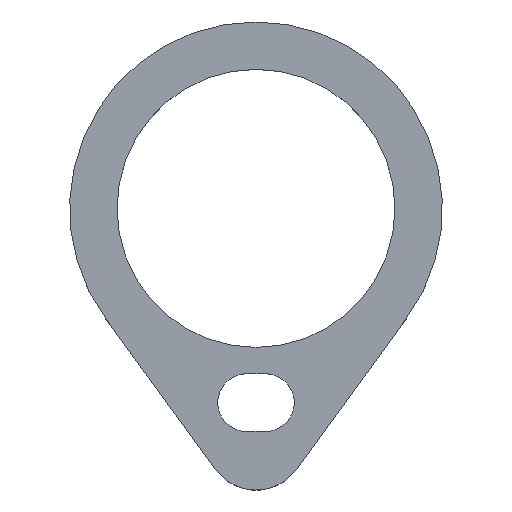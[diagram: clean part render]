
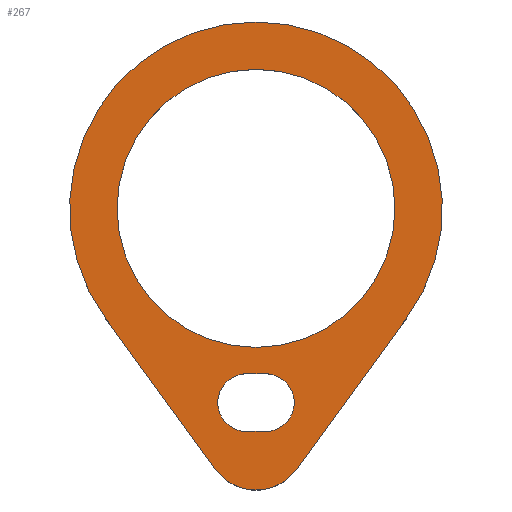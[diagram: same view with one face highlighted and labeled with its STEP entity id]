
A CAD part, top view. The second image highlights one B-rep face of the part: STEP entity #267.
In plain terms, the highlighted planar face has unit normal (0, 0, 1).
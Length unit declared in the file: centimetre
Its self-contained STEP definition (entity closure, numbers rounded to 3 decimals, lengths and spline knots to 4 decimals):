
#132=VERTEX_POINT('',#1342);
#133=VERTEX_POINT('',#1344);
#135=VERTEX_POINT('',#1350);
#137=VERTEX_POINT('',#1356);
#139=VERTEX_POINT('',#1365);
#140=VERTEX_POINT('',#1368);
#141=VERTEX_POINT('',#1369);
#144=VERTEX_POINT('',#1377);
#146=VERTEX_POINT('',#1383);
#150=EDGE_CURVE('',#133,#132,#389,.T.);
#153=EDGE_CURVE('',#135,#133,#747,.T.);
#156=EDGE_CURVE('',#137,#135,#391,.T.);
#159=EDGE_CURVE('',#132,#137,#751,.T.);
#161=EDGE_CURVE('',#139,#139,#393,.T.);
#162=EDGE_CURVE('',#140,#141,#394,.T.);
#166=EDGE_CURVE('',#141,#144,#754,.T.);
#169=EDGE_CURVE('',#144,#146,#396,.T.);
#172=EDGE_CURVE('',#146,#140,#758,.T.);
#208=ORIENTED_EDGE('',*,*,#150,.T.);
#209=ORIENTED_EDGE('',*,*,#159,.T.);
#210=ORIENTED_EDGE('',*,*,#156,.T.);
#211=ORIENTED_EDGE('',*,*,#153,.T.);
#212=ORIENTED_EDGE('',*,*,#161,.T.);
#213=ORIENTED_EDGE('',*,*,#162,.F.);
#214=ORIENTED_EDGE('',*,*,#172,.F.);
#215=ORIENTED_EDGE('',*,*,#169,.F.);
#216=ORIENTED_EDGE('',*,*,#166,.F.);
#236=EDGE_LOOP('',(#208,#209,#210,#211));
#237=EDGE_LOOP('',(#212));
#238=EDGE_LOOP('',(#213,#214,#215,#216));
#252=FACE_BOUND('',#236,.T.);
#253=FACE_BOUND('',#237,.T.);
#254=FACE_BOUND('',#238,.T.);
#267=ADVANCED_FACE('',(#252,#253,#254),#1023,.T.);
#389=CIRCLE('',#941,0.46);
#391=CIRCLE('',#945,0.46);
#393=CIRCLE('',#949,2.215);
#394=CIRCLE('',#951,0.8);
#396=CIRCLE('',#955,2.97);
#747=LINE('',#1349,#999);
#751=LINE('',#1360,#1003);
#754=LINE('',#1376,#1006);
#758=LINE('',#1388,#1010);
#941=AXIS2_PLACEMENT_3D('',#1343,#1447,#1448);
#945=AXIS2_PLACEMENT_3D('',#1355,#1458,#1459);
#949=AXIS2_PLACEMENT_3D('',#1364,#1468,#1469);
#951=AXIS2_PLACEMENT_3D('',#1367,#1472,#1473);
#955=AXIS2_PLACEMENT_3D('',#1382,#1484,#1485);
#958=AXIS2_PLACEMENT_3D('',#1390,#1492,$);
#999=VECTOR('',#1452,1.);
#1003=VECTOR('',#1463,1.);
#1006=VECTOR('',#1479,1.);
#1010=VECTOR('',#1490,1.);
#1023=PLANE('',#958);
#1342=CARTESIAN_POINT('',(-0.1504,-2.635,0.45));
#1343=CARTESIAN_POINT('',(-0.15,-3.095,0.45));
#1344=CARTESIAN_POINT('',(-0.15,-3.555,0.45));
#1349=CARTESIAN_POINT('',(0.0001,-3.555,0.45));
#1350=CARTESIAN_POINT('',(0.1504,-3.555,0.45));
#1355=CARTESIAN_POINT('',(0.1504,-3.095,0.45));
#1356=CARTESIAN_POINT('',(0.1504,-2.635,0.45));
#1360=CARTESIAN_POINT('',(0.,-2.635,0.45));
#1364=CARTESIAN_POINT('',(0.,0.,0.45));
#1365=CARTESIAN_POINT('',(2.215,0.,0.45));
#1367=CARTESIAN_POINT('',(0.,-3.69,0.45));
#1368=CARTESIAN_POINT('',(0.647,-4.1605,0.45));
#1369=CARTESIAN_POINT('',(-0.647,-4.1605,0.45));
#1376=CARTESIAN_POINT('',(-2.4022,-1.7466,0.45));
#1377=CARTESIAN_POINT('',(-2.4022,-1.7466,0.45));
#1382=CARTESIAN_POINT('',(0.,0.,0.45));
#1383=CARTESIAN_POINT('',(2.4022,-1.7466,0.45));
#1388=CARTESIAN_POINT('',(0.647,-4.1605,0.45));
#1390=CARTESIAN_POINT('',(0.,-0.6576,0.45));
#1447=DIRECTION('',(0.,0.,-1.));
#1448=DIRECTION('',(0.46,0.,0.));
#1452=DIRECTION('',(-1.,0.,0.));
#1458=DIRECTION('',(0.,0.,-1.));
#1459=DIRECTION('',(0.46,0.,0.));
#1463=DIRECTION('',(1.,0.,0.));
#1468=DIRECTION('',(0.,0.,-1.));
#1469=DIRECTION('',(2.215,0.,0.));
#1472=DIRECTION('',(0.,0.,-1.));
#1473=DIRECTION('',(0.8,0.,0.));
#1479=DIRECTION('',(-0.588,0.809,0.));
#1484=DIRECTION('',(0.,0.,-1.));
#1485=DIRECTION('',(2.97,0.,0.));
#1490=DIRECTION('',(-0.588,-0.809,0.));
#1492=DIRECTION('',(0.,0.,1.));
